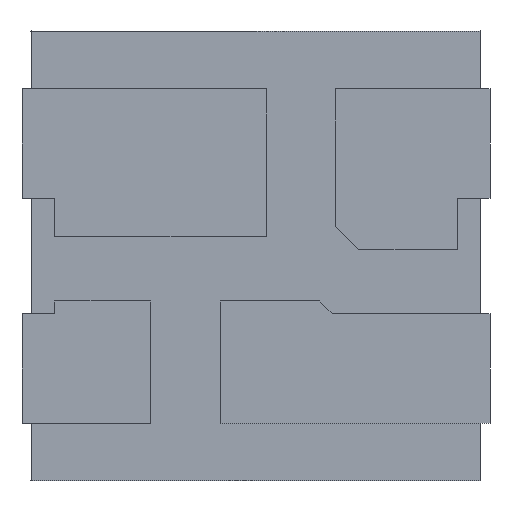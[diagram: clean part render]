
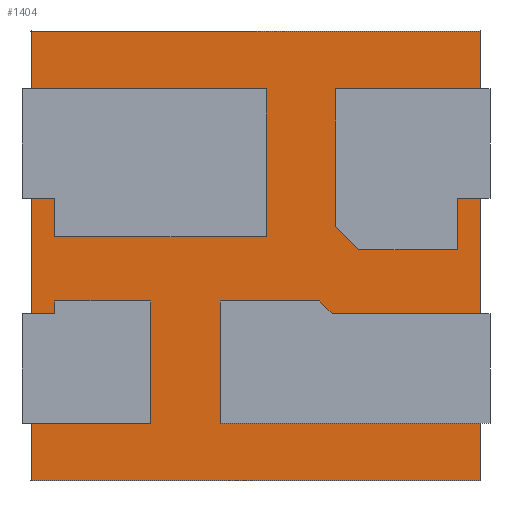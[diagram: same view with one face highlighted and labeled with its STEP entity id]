
A CAD part, front view. The second image highlights one B-rep face of the part: STEP entity #1404.
In plain terms, the highlighted planar face has unit normal (0, -1, 0).
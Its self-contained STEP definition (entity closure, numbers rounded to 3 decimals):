
#75=FACE_OUTER_BOUND('',#157,.T.);
#157=EDGE_LOOP('',(#1069,#1070,#1071,#1072,#1073,#1074,#1075,#1076,#1077,
#1078,#1079,#1080,#1081,#1082,#1083,#1084,#1085,#1086,#1087,#1088,#1089,
#1090,#1091,#1092,#1093,#1094,#1095,#1096,#1097));
#204=LINE('',#1924,#392);
#208=LINE('',#1932,#396);
#211=LINE('',#1938,#399);
#214=LINE('',#1944,#402);
#217=LINE('',#1950,#405);
#221=LINE('',#1959,#409);
#225=LINE('',#1967,#413);
#228=LINE('',#1973,#416);
#231=LINE('',#1979,#419);
#234=LINE('',#1985,#422);
#237=LINE('',#1991,#425);
#241=LINE('',#2000,#429);
#245=LINE('',#2008,#433);
#248=LINE('',#2014,#436);
#251=LINE('',#2020,#439);
#254=LINE('',#2026,#442);
#258=LINE('',#2035,#446);
#262=LINE('',#2043,#450);
#265=LINE('',#2049,#453);
#268=LINE('',#2055,#456);
#271=LINE('',#2061,#459);
#275=LINE('',#2069,#463);
#279=LINE('',#2076,#467);
#280=LINE('',#2077,#468);
#281=LINE('',#2079,#469);
#282=LINE('',#2081,#470);
#286=LINE('',#2088,#474);
#298=LINE('',#2116,#486);
#299=LINE('',#2118,#487);
#392=VECTOR('',#1560,10.);
#396=VECTOR('',#1566,10.);
#399=VECTOR('',#1571,10.);
#402=VECTOR('',#1576,10.);
#405=VECTOR('',#1581,10.);
#409=VECTOR('',#1589,10.);
#413=VECTOR('',#1595,10.);
#416=VECTOR('',#1600,10.);
#419=VECTOR('',#1605,10.);
#422=VECTOR('',#1610,10.);
#425=VECTOR('',#1615,10.);
#429=VECTOR('',#1623,10.);
#433=VECTOR('',#1629,10.);
#436=VECTOR('',#1634,10.);
#439=VECTOR('',#1639,10.);
#442=VECTOR('',#1644,10.);
#446=VECTOR('',#1652,10.);
#450=VECTOR('',#1658,10.);
#453=VECTOR('',#1663,10.);
#456=VECTOR('',#1668,10.);
#459=VECTOR('',#1673,10.);
#463=VECTOR('',#1681,10.);
#467=VECTOR('',#1685,10.);
#468=VECTOR('',#1686,10.);
#469=VECTOR('',#1689,10.);
#470=VECTOR('',#1690,10.);
#474=VECTOR('',#1694,10.);
#486=VECTOR('',#1726,10.);
#487=VECTOR('',#1729,10.);
#580=VERTEX_POINT('',#1922);
#581=VERTEX_POINT('',#1923);
#584=VERTEX_POINT('',#1931);
#586=VERTEX_POINT('',#1937);
#588=VERTEX_POINT('',#1943);
#590=VERTEX_POINT('',#1949);
#592=VERTEX_POINT('',#1957);
#593=VERTEX_POINT('',#1958);
#596=VERTEX_POINT('',#1966);
#598=VERTEX_POINT('',#1972);
#600=VERTEX_POINT('',#1978);
#602=VERTEX_POINT('',#1984);
#604=VERTEX_POINT('',#1990);
#606=VERTEX_POINT('',#1998);
#607=VERTEX_POINT('',#1999);
#610=VERTEX_POINT('',#2007);
#612=VERTEX_POINT('',#2013);
#614=VERTEX_POINT('',#2019);
#616=VERTEX_POINT('',#2025);
#618=VERTEX_POINT('',#2033);
#619=VERTEX_POINT('',#2034);
#622=VERTEX_POINT('',#2042);
#624=VERTEX_POINT('',#2048);
#626=VERTEX_POINT('',#2054);
#628=VERTEX_POINT('',#2060);
#630=VERTEX_POINT('',#2068);
#633=VERTEX_POINT('',#2074);
#634=VERTEX_POINT('',#2080);
#637=VERTEX_POINT('',#2086);
#708=EDGE_CURVE('',#580,#581,#204,.T.);
#712=EDGE_CURVE('',#584,#580,#208,.T.);
#715=EDGE_CURVE('',#586,#584,#211,.T.);
#718=EDGE_CURVE('',#588,#586,#214,.T.);
#721=EDGE_CURVE('',#590,#588,#217,.T.);
#725=EDGE_CURVE('',#592,#593,#221,.T.);
#729=EDGE_CURVE('',#596,#592,#225,.T.);
#732=EDGE_CURVE('',#598,#596,#228,.T.);
#735=EDGE_CURVE('',#600,#598,#231,.T.);
#738=EDGE_CURVE('',#602,#600,#234,.T.);
#741=EDGE_CURVE('',#593,#604,#237,.T.);
#745=EDGE_CURVE('',#606,#607,#241,.T.);
#749=EDGE_CURVE('',#610,#606,#245,.T.);
#752=EDGE_CURVE('',#612,#610,#248,.T.);
#755=EDGE_CURVE('',#614,#612,#251,.T.);
#758=EDGE_CURVE('',#616,#614,#254,.T.);
#762=EDGE_CURVE('',#618,#619,#258,.T.);
#766=EDGE_CURVE('',#622,#618,#262,.T.);
#769=EDGE_CURVE('',#624,#622,#265,.T.);
#772=EDGE_CURVE('',#626,#624,#268,.T.);
#775=EDGE_CURVE('',#619,#628,#271,.T.);
#779=EDGE_CURVE('',#590,#630,#275,.T.);
#783=EDGE_CURVE('',#633,#607,#279,.T.);
#784=EDGE_CURVE('',#616,#581,#280,.T.);
#785=EDGE_CURVE('',#602,#628,#281,.T.);
#786=EDGE_CURVE('',#626,#634,#282,.T.);
#790=EDGE_CURVE('',#637,#604,#286,.T.);
#804=EDGE_CURVE('',#634,#633,#298,.T.);
#805=EDGE_CURVE('',#630,#637,#299,.T.);
#1069=ORIENTED_EDGE('',*,*,#708,.T.);
#1070=ORIENTED_EDGE('',*,*,#784,.F.);
#1071=ORIENTED_EDGE('',*,*,#758,.T.);
#1072=ORIENTED_EDGE('',*,*,#755,.T.);
#1073=ORIENTED_EDGE('',*,*,#752,.T.);
#1074=ORIENTED_EDGE('',*,*,#749,.T.);
#1075=ORIENTED_EDGE('',*,*,#745,.T.);
#1076=ORIENTED_EDGE('',*,*,#783,.F.);
#1077=ORIENTED_EDGE('',*,*,#804,.F.);
#1078=ORIENTED_EDGE('',*,*,#786,.F.);
#1079=ORIENTED_EDGE('',*,*,#772,.T.);
#1080=ORIENTED_EDGE('',*,*,#769,.T.);
#1081=ORIENTED_EDGE('',*,*,#766,.T.);
#1082=ORIENTED_EDGE('',*,*,#762,.T.);
#1083=ORIENTED_EDGE('',*,*,#775,.T.);
#1084=ORIENTED_EDGE('',*,*,#785,.F.);
#1085=ORIENTED_EDGE('',*,*,#738,.T.);
#1086=ORIENTED_EDGE('',*,*,#735,.T.);
#1087=ORIENTED_EDGE('',*,*,#732,.T.);
#1088=ORIENTED_EDGE('',*,*,#729,.T.);
#1089=ORIENTED_EDGE('',*,*,#725,.T.);
#1090=ORIENTED_EDGE('',*,*,#741,.T.);
#1091=ORIENTED_EDGE('',*,*,#790,.F.);
#1092=ORIENTED_EDGE('',*,*,#805,.F.);
#1093=ORIENTED_EDGE('',*,*,#779,.F.);
#1094=ORIENTED_EDGE('',*,*,#721,.T.);
#1095=ORIENTED_EDGE('',*,*,#718,.T.);
#1096=ORIENTED_EDGE('',*,*,#715,.T.);
#1097=ORIENTED_EDGE('',*,*,#712,.T.);
#1325=PLANE('',#1507);
#1404=ADVANCED_FACE('',(#75),#1325,.F.);
#1507=AXIS2_PLACEMENT_3D('',#2119,#1730,#1731);
#1560=DIRECTION('',(-1.,0.,0.));
#1566=DIRECTION('',(0.,0.,1.));
#1571=DIRECTION('',(-1.,0.,0.));
#1576=DIRECTION('',(0.,0.,-1.));
#1581=DIRECTION('',(1.,0.,0.));
#1589=DIRECTION('',(0.,0.,1.));
#1595=DIRECTION('',(-0.707,0.,0.707));
#1600=DIRECTION('',(-1.,0.,0.));
#1605=DIRECTION('',(0.,0.,-1.));
#1610=DIRECTION('',(-1.,0.,0.));
#1615=DIRECTION('',(1.,0.,0.));
#1623=DIRECTION('',(-1.,0.,0.));
#1629=DIRECTION('',(0.,0.,-1.));
#1634=DIRECTION('',(1.,0.,0.));
#1639=DIRECTION('',(0.,0.,1.));
#1644=DIRECTION('',(1.,0.,0.));
#1652=DIRECTION('',(0.707,0.,-0.707));
#1658=DIRECTION('',(1.,0.,0.));
#1663=DIRECTION('',(0.,0.,1.));
#1668=DIRECTION('',(-1.,0.,0.));
#1673=DIRECTION('',(1.,0.,0.));
#1681=DIRECTION('',(0.,0.,1.));
#1685=DIRECTION('',(0.,0.,1.));
#1686=DIRECTION('',(0.,0.,1.));
#1689=DIRECTION('',(0.,0.,-1.));
#1690=DIRECTION('',(0.,0.,-1.));
#1694=DIRECTION('',(0.,0.,-1.));
#1726=DIRECTION('',(-1.,0.,0.));
#1729=DIRECTION('',(1.,0.,0.));
#1730=DIRECTION('center_axis',(0.,1.,0.));
#1731=DIRECTION('ref_axis',(1.,0.,0.));
#1922=CARTESIAN_POINT('',(-1.566,0.,0.45));
#1923=CARTESIAN_POINT('',(-1.75,0.,0.45));
#1924=CARTESIAN_POINT('',(-0.783,0.,0.45));
#1931=CARTESIAN_POINT('',(-1.566,0.,0.15));
#1932=CARTESIAN_POINT('',(-1.566,0.,0.075));
#1937=CARTESIAN_POINT('',(0.08,0.,0.15));
#1938=CARTESIAN_POINT('',(0.04,0.,0.15));
#1943=CARTESIAN_POINT('',(0.08,0.,1.3));
#1944=CARTESIAN_POINT('',(0.08,0.,0.65));
#1949=CARTESIAN_POINT('',(-1.75,0.,1.3));
#1950=CARTESIAN_POINT('',(-0.875,0.,1.3));
#1957=CARTESIAN_POINT('',(0.62,0.,0.23));
#1958=CARTESIAN_POINT('',(0.62,0.,1.3));
#1959=CARTESIAN_POINT('',(0.62,0.,0.115));
#1966=CARTESIAN_POINT('',(0.8,0.,0.05));
#1967=CARTESIAN_POINT('',(0.612,0.,0.237));
#1972=CARTESIAN_POINT('',(1.566,0.,0.05));
#1973=CARTESIAN_POINT('',(0.783,0.,0.05));
#1978=CARTESIAN_POINT('',(1.566,0.,0.45));
#1979=CARTESIAN_POINT('',(1.566,0.,0.225));
#1984=CARTESIAN_POINT('',(1.75,0.,0.45));
#1985=CARTESIAN_POINT('',(0.875,0.,0.45));
#1990=CARTESIAN_POINT('',(1.75,0.,1.3));
#1991=CARTESIAN_POINT('',(0.31,0.,1.3));
#1998=CARTESIAN_POINT('',(-0.82,0.,-1.3));
#1999=CARTESIAN_POINT('',(-1.75,0.,-1.3));
#2000=CARTESIAN_POINT('',(-0.41,0.,-1.3));
#2007=CARTESIAN_POINT('',(-0.82,0.,-0.35));
#2008=CARTESIAN_POINT('',(-0.82,0.,-0.175));
#2013=CARTESIAN_POINT('',(-1.566,0.,-0.35));
#2014=CARTESIAN_POINT('',(-0.783,0.,-0.35));
#2019=CARTESIAN_POINT('',(-1.566,0.,-0.45));
#2020=CARTESIAN_POINT('',(-1.566,0.,-0.225));
#2025=CARTESIAN_POINT('',(-1.75,0.,-0.45));
#2026=CARTESIAN_POINT('',(-0.875,0.,-0.45));
#2033=CARTESIAN_POINT('',(0.492,0.,-0.35));
#2034=CARTESIAN_POINT('',(0.592,0.,-0.45));
#2035=CARTESIAN_POINT('',(0.282,0.,-0.139));
#2042=CARTESIAN_POINT('',(-0.28,0.,-0.35));
#2043=CARTESIAN_POINT('',(-0.14,0.,-0.35));
#2048=CARTESIAN_POINT('',(-0.28,0.,-1.3));
#2049=CARTESIAN_POINT('',(-0.28,0.,-0.65));
#2054=CARTESIAN_POINT('',(1.75,0.,-1.3));
#2055=CARTESIAN_POINT('',(0.875,0.,-1.3));
#2060=CARTESIAN_POINT('',(1.75,0.,-0.45));
#2061=CARTESIAN_POINT('',(0.296,0.,-0.45));
#2068=CARTESIAN_POINT('',(-1.75,0.,1.75));
#2069=CARTESIAN_POINT('',(-1.75,0.,-1.75));
#2074=CARTESIAN_POINT('',(-1.75,0.,-1.75));
#2076=CARTESIAN_POINT('',(-1.75,0.,-1.75));
#2077=CARTESIAN_POINT('',(-1.75,0.,-1.75));
#2079=CARTESIAN_POINT('',(1.75,0.,1.75));
#2080=CARTESIAN_POINT('',(1.75,0.,-1.75));
#2081=CARTESIAN_POINT('',(1.75,0.,1.75));
#2086=CARTESIAN_POINT('',(1.75,0.,1.75));
#2088=CARTESIAN_POINT('',(1.75,0.,1.75));
#2116=CARTESIAN_POINT('',(1.75,0.,-1.75));
#2118=CARTESIAN_POINT('',(-1.75,0.,1.75));
#2119=CARTESIAN_POINT('Origin',(0.,0.,0.));
